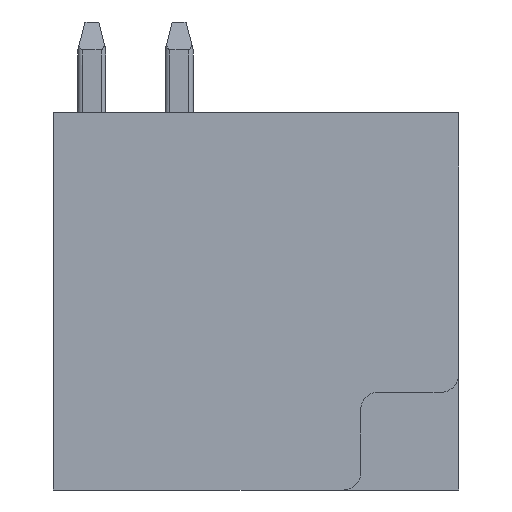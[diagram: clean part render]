
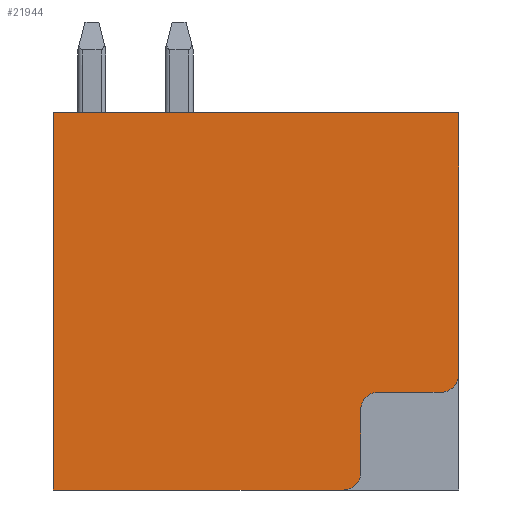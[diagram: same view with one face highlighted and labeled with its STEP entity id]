
A CAD part, front view. The second image highlights one B-rep face of the part: STEP entity #21944.
In plain terms, the highlighted planar face has unit normal (0, -1, 0).
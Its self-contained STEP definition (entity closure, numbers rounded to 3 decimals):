
#2351=CARTESIAN_POINT('',(2.806,-56.,-6.124));
#2352=DIRECTION('',(0.,-1.,0.));
#2353=DIRECTION('',(0.,0.,-1.));
#2354=AXIS2_PLACEMENT_3D('',#2351,#2352,#2353);
#2356=DIRECTION('',(-1.,0.,0.));
#2357=VECTOR('',#2356,8.3);
#2358=CARTESIAN_POINT('',(2.806,-56.,-6.624));
#2359=LINE('',#2358,#2357);
#2360=DIRECTION('',(0.,0.,1.));
#2361=VECTOR('',#2360,10.8);
#2362=CARTESIAN_POINT('',(-5.494,-56.,-6.624));
#2363=LINE('',#2362,#2361);
#2364=DIRECTION('',(1.,0.,0.));
#2365=VECTOR('',#2364,11.6);
#2366=CARTESIAN_POINT('',(-5.494,-56.,4.176));
#2367=LINE('',#2366,#2365);
#2368=DIRECTION('',(0.,0.,-1.));
#2369=VECTOR('',#2368,7.5);
#2370=CARTESIAN_POINT('',(6.106,-56.,4.176));
#2371=LINE('',#2370,#2369);
#2372=CARTESIAN_POINT('',(5.606,-56.,-3.324));
#2373=DIRECTION('',(0.,-1.,0.));
#2374=DIRECTION('',(0.,0.,-1.));
#2375=AXIS2_PLACEMENT_3D('',#2372,#2373,#2374);
#2377=DIRECTION('',(-1.,0.,0.));
#2378=VECTOR('',#2377,1.8);
#2379=CARTESIAN_POINT('',(5.606,-56.,-3.824));
#2380=LINE('',#2379,#2378);
#2381=DIRECTION('',(0.,0.,1.));
#2382=VECTOR('',#2381,1.8);
#2383=CARTESIAN_POINT('',(3.306,-56.,-6.124));
#2384=LINE('',#2383,#2382);
#2402=CARTESIAN_POINT('',(3.806,-56.,-4.324));
#2403=DIRECTION('',(0.,1.,0.));
#2404=DIRECTION('',(-1.,0.,0.));
#2405=AXIS2_PLACEMENT_3D('',#2402,#2403,#2404);
#16395=CARTESIAN_POINT('',(-5.494,-56.,-6.624));
#16396=CARTESIAN_POINT('',(-5.494,-56.,4.176));
#16397=VERTEX_POINT('',#16395);
#16398=VERTEX_POINT('',#16396);
#16399=CARTESIAN_POINT('',(6.106,-56.,4.176));
#16400=VERTEX_POINT('',#16399);
#16433=CARTESIAN_POINT('',(3.306,-56.,-4.324));
#16434=VERTEX_POINT('',#16433);
#16435=CARTESIAN_POINT('',(3.806,-56.,-3.824));
#16436=VERTEX_POINT('',#16435);
#16437=CARTESIAN_POINT('',(2.806,-56.,-6.624));
#16438=CARTESIAN_POINT('',(3.306,-56.,-6.124));
#16439=VERTEX_POINT('',#16437);
#16440=VERTEX_POINT('',#16438);
#16445=CARTESIAN_POINT('',(5.606,-56.,-3.824));
#16447=VERTEX_POINT('',#16445);
#16449=CARTESIAN_POINT('',(6.106,-56.,-3.324));
#16450=VERTEX_POINT('',#16449);
#21923=CARTESIAN_POINT('',(0.,-56.,0.));
#21924=DIRECTION('',(0.,1.,0.));
#21925=DIRECTION('',(1.,0.,0.));
#21926=AXIS2_PLACEMENT_3D('',#21923,#21924,#21925);
#21927=PLANE('',#21926);
#21929=ORIENTED_EDGE('',*,*,#21928,.F.);
#21930=ORIENTED_EDGE('',*,*,#21381,.T.);
#21931=ORIENTED_EDGE('',*,*,#21400,.T.);
#21932=ORIENTED_EDGE('',*,*,#21413,.T.);
#21933=ORIENTED_EDGE('',*,*,#20448,.T.);
#21935=ORIENTED_EDGE('',*,*,#21934,.F.);
#21937=ORIENTED_EDGE('',*,*,#21936,.T.);
#21939=ORIENTED_EDGE('',*,*,#21938,.F.);
#21941=ORIENTED_EDGE('',*,*,#21940,.F.);
#21942=EDGE_LOOP('',(#21929,#21930,#21931,#21932,#21933,#21935,#21937,#21939,
#21941));
#21943=FACE_OUTER_BOUND('',#21942,.F.);
#21944=ADVANCED_FACE('',(#21943),#21927,.F.);
#2355=CIRCLE('',#2354,0.5);
#2376=CIRCLE('',#2375,0.5);
#2406=CIRCLE('',#2405,0.5);
#20448=EDGE_CURVE('',#16400,#16450,#2371,.T.);
#21381=EDGE_CURVE('',#16439,#16397,#2359,.T.);
#21400=EDGE_CURVE('',#16397,#16398,#2363,.T.);
#21413=EDGE_CURVE('',#16398,#16400,#2367,.T.);
#21928=EDGE_CURVE('',#16439,#16440,#2355,.T.);
#21934=EDGE_CURVE('',#16447,#16450,#2376,.T.);
#21936=EDGE_CURVE('',#16447,#16436,#2380,.T.);
#21938=EDGE_CURVE('',#16434,#16436,#2406,.T.);
#21940=EDGE_CURVE('',#16440,#16434,#2384,.T.);
